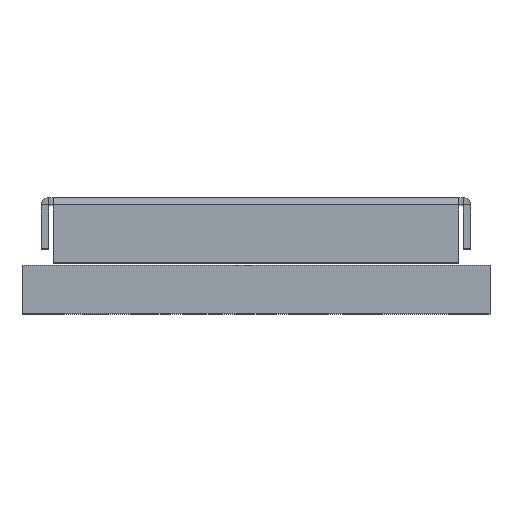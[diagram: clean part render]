
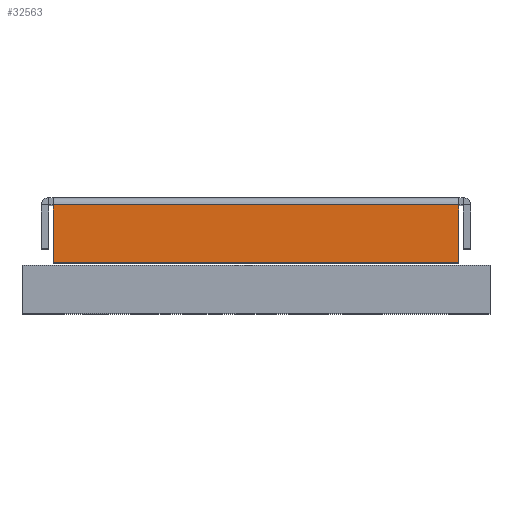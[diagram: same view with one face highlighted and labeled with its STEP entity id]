
A CAD part, top view. The second image highlights one B-rep face of the part: STEP entity #32563.
In plain terms, the highlighted planar face has unit normal (0, 0, 1).
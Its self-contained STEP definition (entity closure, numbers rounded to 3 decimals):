
#315 = LINE ( 'NONE', #22896, #5504 ) ;
#327 = VERTEX_POINT ( 'NONE', #25290 ) ;
#1209 = CARTESIAN_POINT ( 'NONE',  ( -4.2, 2.25, 4.625 ) ) ;
#3872 = PLANE ( 'NONE',  #7633 ) ;
#5504 = VECTOR ( 'NONE', #5868, 1000. ) ;
#5609 = LINE ( 'NONE', #21901, #10510 ) ;
#5868 = DIRECTION ( 'NONE',  ( 0., 1., 0. ) ) ;
#6102 = EDGE_CURVE ( 'NONE', #31630, #327, #315, .T. ) ;
#7396 = FACE_OUTER_BOUND ( 'NONE', #26665, .T. ) ;
#7633 = AXIS2_PLACEMENT_3D ( 'NONE', #26791, #17955, #18686 ) ;
#9863 = CARTESIAN_POINT ( 'NONE',  ( -4.2, 2.25, 4.625 ) ) ;
#10510 = VECTOR ( 'NONE', #22647, 1000. ) ;
#10646 = ORIENTED_EDGE ( 'NONE', *, *, #6102, .T. ) ;
#12502 = DIRECTION ( 'NONE',  ( 0., -1., 0. ) ) ;
#13055 = LINE ( 'NONE', #1209, #27868 ) ;
#13741 = DIRECTION ( 'NONE',  ( -1., 0., 0. ) ) ;
#16698 = LINE ( 'NONE', #35715, #32619 ) ;
#16767 = ORIENTED_EDGE ( 'NONE', *, *, #35133, .T. ) ;
#17367 = EDGE_CURVE ( 'NONE', #29927, #22689, #13055, .T. ) ;
#17955 = DIRECTION ( 'NONE',  ( 0., 0., 1. ) ) ;
#18686 = DIRECTION ( 'NONE',  ( 1., 0., 0. ) ) ;
#21901 = CARTESIAN_POINT ( 'NONE',  ( -4.2, 1.05, 4.625 ) ) ;
#22647 = DIRECTION ( 'NONE',  ( 1., 0., 0. ) ) ;
#22689 = VERTEX_POINT ( 'NONE', #26509 ) ;
#22896 = CARTESIAN_POINT ( 'NONE',  ( 4.2, 1.05, 4.625 ) ) ;
#25290 = CARTESIAN_POINT ( 'NONE',  ( 4.2, 2.25, 4.625 ) ) ;
#26509 = CARTESIAN_POINT ( 'NONE',  ( -4.2, 1.05, 4.625 ) ) ;
#26665 = EDGE_LOOP ( 'NONE', ( #27228, #10646, #16767, #31280 ) ) ;
#26791 = CARTESIAN_POINT ( 'NONE',  ( -4.3, 2.4, 4.625 ) ) ;
#27228 = ORIENTED_EDGE ( 'NONE', *, *, #30911, .T. ) ;
#27868 = VECTOR ( 'NONE', #12502, 1000. ) ;
#28189 = CARTESIAN_POINT ( 'NONE',  ( 4.2, 1.05, 4.625 ) ) ;
#29927 = VERTEX_POINT ( 'NONE', #9863 ) ;
#30911 = EDGE_CURVE ( 'NONE', #22689, #31630, #5609, .T. ) ;
#31280 = ORIENTED_EDGE ( 'NONE', *, *, #17367, .T. ) ;
#31630 = VERTEX_POINT ( 'NONE', #28189 ) ;
#32563 = ADVANCED_FACE ( 'NONE', ( #7396 ), #3872, .T. ) ;
#32619 = VECTOR ( 'NONE', #13741, 1000. ) ;
#35133 = EDGE_CURVE ( 'NONE', #327, #29927, #16698, .T. ) ;
#35715 = CARTESIAN_POINT ( 'NONE',  ( 4.2, 2.25, 4.625 ) ) ;
